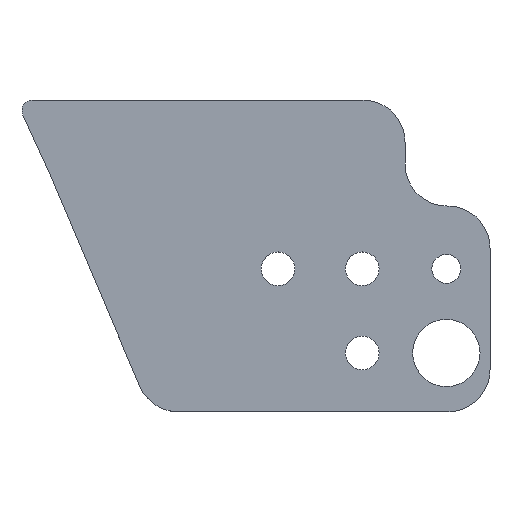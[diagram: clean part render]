
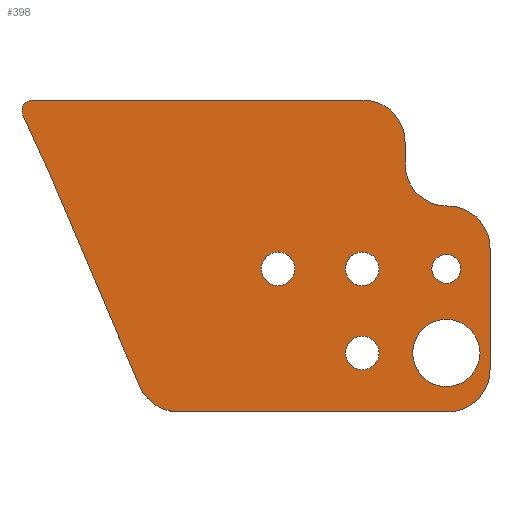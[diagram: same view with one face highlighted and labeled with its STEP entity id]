
A CAD part, top view. The second image highlights one B-rep face of the part: STEP entity #398.
In plain terms, the highlighted planar face has unit normal (0, 0, 1).
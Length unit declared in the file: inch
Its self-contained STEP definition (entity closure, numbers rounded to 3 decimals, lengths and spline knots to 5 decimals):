
#20=FACE_BOUND('',#79,.T.);
#21=FACE_BOUND('',#80,.T.);
#22=FACE_BOUND('',#81,.T.);
#23=FACE_BOUND('',#82,.T.);
#24=FACE_BOUND('',#83,.T.);
#33=PLANE('',#462);
#53=FACE_OUTER_BOUND('',#78,.T.);
#78=EDGE_LOOP('',(#350,#351,#352,#353,#354,#355,#356,#357,#358,#359,#360,
#361,#362));
#79=EDGE_LOOP('',(#363));
#80=EDGE_LOOP('',(#364));
#81=EDGE_LOOP('',(#365));
#82=EDGE_LOOP('',(#366));
#83=EDGE_LOOP('',(#367));
#88=LINE('',#596,#120);
#98=LINE('',#638,#130);
#101=LINE('',#646,#133);
#104=LINE('',#654,#136);
#107=LINE('',#662,#139);
#114=LINE('',#688,#146);
#115=LINE('',#690,#147);
#120=VECTOR('',#477,0.3937);
#130=VECTOR('',#515,0.3937);
#133=VECTOR('',#524,0.3937);
#136=VECTOR('',#533,0.3937);
#139=VECTOR('',#542,0.3937);
#146=VECTOR('',#575,0.3937);
#147=VECTOR('',#578,0.3937);
#148=CIRCLE('',#422,0.0625);
#160=CIRCLE('',#437,0.25);
#161=CIRCLE('',#440,0.25);
#162=CIRCLE('',#443,0.25);
#163=CIRCLE('',#446,0.25);
#164=CIRCLE('',#449,0.25);
#165=CIRCLE('',#451,0.2);
#166=CIRCLE('',#453,0.1);
#167=CIRCLE('',#455,0.1);
#168=CIRCLE('',#457,0.1);
#169=CIRCLE('',#459,0.086);
#170=VERTEX_POINT('',#583);
#171=VERTEX_POINT('',#584);
#175=VERTEX_POINT('',#594);
#191=VERTEX_POINT('',#630);
#192=VERTEX_POINT('',#631);
#193=VERTEX_POINT('',#636);
#194=VERTEX_POINT('',#640);
#195=VERTEX_POINT('',#644);
#196=VERTEX_POINT('',#648);
#197=VERTEX_POINT('',#652);
#198=VERTEX_POINT('',#656);
#199=VERTEX_POINT('',#660);
#200=VERTEX_POINT('',#664);
#201=VERTEX_POINT('',#668);
#202=VERTEX_POINT('',#672);
#203=VERTEX_POINT('',#676);
#204=VERTEX_POINT('',#680);
#205=VERTEX_POINT('',#684);
#206=EDGE_CURVE('',#170,#171,#148,.T.);
#212=EDGE_CURVE('',#170,#175,#88,.T.);
#229=EDGE_CURVE('',#191,#192,#160,.T.);
#233=EDGE_CURVE('',#191,#193,#98,.T.);
#234=EDGE_CURVE('',#194,#193,#161,.T.);
#237=EDGE_CURVE('',#194,#195,#101,.T.);
#238=EDGE_CURVE('',#196,#195,#162,.T.);
#241=EDGE_CURVE('',#196,#197,#104,.T.);
#243=EDGE_CURVE('',#198,#197,#163,.T.);
#245=EDGE_CURVE('',#198,#199,#107,.T.);
#246=EDGE_CURVE('',#200,#199,#164,.T.);
#248=EDGE_CURVE('',#201,#201,#165,.T.);
#250=EDGE_CURVE('',#202,#202,#166,.T.);
#252=EDGE_CURVE('',#203,#203,#167,.T.);
#254=EDGE_CURVE('',#204,#204,#168,.T.);
#256=EDGE_CURVE('',#205,#205,#169,.T.);
#258=EDGE_CURVE('',#175,#192,#114,.T.);
#259=EDGE_CURVE('',#200,#171,#115,.T.);
#350=ORIENTED_EDGE('',*,*,#206,.F.);
#351=ORIENTED_EDGE('',*,*,#212,.T.);
#352=ORIENTED_EDGE('',*,*,#258,.T.);
#353=ORIENTED_EDGE('',*,*,#229,.F.);
#354=ORIENTED_EDGE('',*,*,#233,.T.);
#355=ORIENTED_EDGE('',*,*,#234,.F.);
#356=ORIENTED_EDGE('',*,*,#237,.T.);
#357=ORIENTED_EDGE('',*,*,#238,.F.);
#358=ORIENTED_EDGE('',*,*,#241,.T.);
#359=ORIENTED_EDGE('',*,*,#243,.F.);
#360=ORIENTED_EDGE('',*,*,#245,.T.);
#361=ORIENTED_EDGE('',*,*,#246,.F.);
#362=ORIENTED_EDGE('',*,*,#259,.T.);
#363=ORIENTED_EDGE('',*,*,#256,.T.);
#364=ORIENTED_EDGE('',*,*,#254,.T.);
#365=ORIENTED_EDGE('',*,*,#252,.T.);
#366=ORIENTED_EDGE('',*,*,#250,.T.);
#367=ORIENTED_EDGE('',*,*,#248,.T.);
#398=ADVANCED_FACE('',(#53,#20,#21,#22,#23,#24),#33,.T.);
#422=AXIS2_PLACEMENT_3D('',#585,#467,#468);
#437=AXIS2_PLACEMENT_3D('',#632,#508,#509);
#440=AXIS2_PLACEMENT_3D('',#641,#518,#519);
#443=AXIS2_PLACEMENT_3D('',#649,#527,#528);
#446=AXIS2_PLACEMENT_3D('',#658,#537,#538);
#449=AXIS2_PLACEMENT_3D('',#665,#545,#546);
#451=AXIS2_PLACEMENT_3D('',#669,#550,#551);
#453=AXIS2_PLACEMENT_3D('',#673,#555,#556);
#455=AXIS2_PLACEMENT_3D('',#677,#560,#561);
#457=AXIS2_PLACEMENT_3D('',#681,#565,#566);
#459=AXIS2_PLACEMENT_3D('',#685,#570,#571);
#462=AXIS2_PLACEMENT_3D('',#691,#579,#580);
#467=DIRECTION('center_axis',(0.,0.,-1.));
#468=DIRECTION('ref_axis',(-0.842,0.54,0.));
#477=DIRECTION('',(0.417,-0.909,0.));
#508=DIRECTION('center_axis',(0.,0.,-1.));
#509=DIRECTION('ref_axis',(-0.552,-0.834,0.));
#515=DIRECTION('',(1.,0.,0.));
#518=DIRECTION('center_axis',(0.,0.,-1.));
#519=DIRECTION('ref_axis',(0.707,-0.707,0.));
#524=DIRECTION('',(0.,1.,0.));
#527=DIRECTION('center_axis',(0.,0.,-1.));
#528=DIRECTION('ref_axis',(0.707,0.707,0.));
#533=DIRECTION('',(-1.,0.,0.));
#537=DIRECTION('center_axis',(0.,0.,1.));
#538=DIRECTION('ref_axis',(-0.707,-0.707,0.));
#542=DIRECTION('',(0.,1.,0.));
#545=DIRECTION('center_axis',(0.,0.,-1.));
#546=DIRECTION('ref_axis',(0.707,0.707,0.));
#550=DIRECTION('center_axis',(0.,0.,-1.));
#551=DIRECTION('ref_axis',(-1.,0.,0.));
#555=DIRECTION('center_axis',(0.,0.,-1.));
#556=DIRECTION('ref_axis',(-1.,0.,0.));
#560=DIRECTION('center_axis',(0.,0.,-1.));
#561=DIRECTION('ref_axis',(-1.,0.,0.));
#565=DIRECTION('center_axis',(0.,0.,-1.));
#566=DIRECTION('ref_axis',(-1.,0.,0.));
#570=DIRECTION('center_axis',(0.,0.,-1.));
#571=DIRECTION('ref_axis',(-1.,0.,0.));
#575=DIRECTION('',(0.39,-0.921,0.));
#578=DIRECTION('',(-1.,0.,0.));
#579=DIRECTION('center_axis',(0.,0.,1.));
#580=DIRECTION('ref_axis',(1.,0.,0.));
#583=CARTESIAN_POINT('',(0.85981,0.41385,0.0625));
#584=CARTESIAN_POINT('',(0.91662,0.50241,0.0625));
#585=CARTESIAN_POINT('Origin',(0.91662,0.43991,0.0625));
#594=CARTESIAN_POINT('',(1.01325,0.07932,0.0625));
#596=CARTESIAN_POINT('',(0.81919,0.50241,0.0625));
#630=CARTESIAN_POINT('',(1.7839,-1.35,0.0625));
#631=CARTESIAN_POINT('',(1.55368,-1.19745,0.0625));
#632=CARTESIAN_POINT('Origin',(1.7839,-1.1,0.0625));
#636=CARTESIAN_POINT('',(3.3852,-1.35,0.0625));
#638=CARTESIAN_POINT('',(1.61825,-1.35,0.0625));
#640=CARTESIAN_POINT('',(3.6352,-1.1,0.0625));
#641=CARTESIAN_POINT('Origin',(3.3852,-1.1,0.0625));
#644=CARTESIAN_POINT('',(3.6352,-0.37726,0.0625));
#646=CARTESIAN_POINT('',(3.6352,-1.35,0.0625));
#648=CARTESIAN_POINT('',(3.3852,-0.12726,0.0625));
#649=CARTESIAN_POINT('Origin',(3.3852,-0.37726,0.0625));
#652=CARTESIAN_POINT('',(3.38039,-0.12726,0.0625));
#654=CARTESIAN_POINT('',(3.6352,-0.12726,0.0625));
#656=CARTESIAN_POINT('',(3.13039,0.12274,0.0625));
#658=CARTESIAN_POINT('Origin',(3.38039,0.12274,0.0625));
#660=CARTESIAN_POINT('',(3.13039,0.25241,0.0625));
#662=CARTESIAN_POINT('',(3.13039,-1.25895,0.0625));
#664=CARTESIAN_POINT('',(2.88039,0.50241,0.0625));
#665=CARTESIAN_POINT('Origin',(2.88039,0.25241,0.0625));
#668=CARTESIAN_POINT('',(3.57579,-1.,0.0625));
#669=CARTESIAN_POINT('Origin',(3.37579,-1.,0.0625));
#672=CARTESIAN_POINT('',(2.97579,-1.,0.0625));
#673=CARTESIAN_POINT('Origin',(2.87579,-1.,0.0625));
#676=CARTESIAN_POINT('',(2.47579,-0.5,0.0625));
#677=CARTESIAN_POINT('Origin',(2.37579,-0.5,0.0625));
#680=CARTESIAN_POINT('',(2.97579,-0.5,0.0625));
#681=CARTESIAN_POINT('Origin',(2.87579,-0.5,0.0625));
#684=CARTESIAN_POINT('',(3.46179,-0.5,0.0625));
#685=CARTESIAN_POINT('Origin',(3.37579,-0.5,0.0625));
#688=CARTESIAN_POINT('',(1.01325,0.07932,0.0625));
#690=CARTESIAN_POINT('',(3.13039,0.50241,0.0625));
#691=CARTESIAN_POINT('Origin',(2.22719,-0.4238,0.0625));
